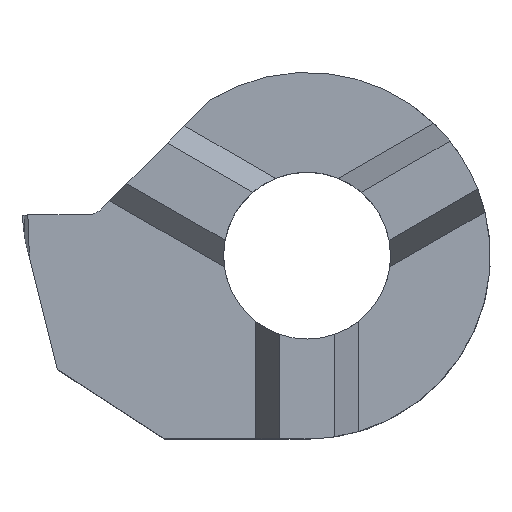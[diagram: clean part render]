
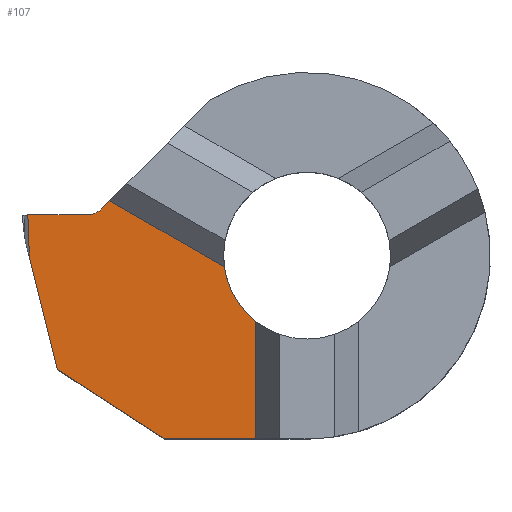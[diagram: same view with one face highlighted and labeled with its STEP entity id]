
A CAD part, top view. The second image highlights one B-rep face of the part: STEP entity #107.
In plain terms, the highlighted planar face has unit normal (0, 0, 1).
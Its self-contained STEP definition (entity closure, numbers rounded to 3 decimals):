
#62=CIRCLE('',#861,2.05);
#63=CIRCLE('',#862,0.5);
#82=B_SPLINE_CURVE_WITH_KNOTS('',3,(#1166,#1167,#1168,#1169),
 .UNSPECIFIED.,.F.,.F.,(4,4),(0.,1.),.UNSPECIFIED.);
#107=ADVANCED_FACE('',(#177),#145,.F.);
#145=PLANE('',#863);
#177=FACE_OUTER_BOUND('',#218,.T.);
#218=EDGE_LOOP('',(#320,#321,#322,#323,#324,#325,#326,#327,#328,#329));
#320=ORIENTED_EDGE('',*,*,#549,.F.);
#321=ORIENTED_EDGE('',*,*,#547,.F.);
#322=ORIENTED_EDGE('',*,*,#600,.T.);
#323=ORIENTED_EDGE('',*,*,#573,.T.);
#324=ORIENTED_EDGE('',*,*,#601,.T.);
#325=ORIENTED_EDGE('',*,*,#593,.F.);
#326=ORIENTED_EDGE('',*,*,#602,.F.);
#327=ORIENTED_EDGE('',*,*,#603,.F.);
#328=ORIENTED_EDGE('',*,*,#604,.F.);
#329=ORIENTED_EDGE('',*,*,#552,.F.);
#469=VERTEX_POINT('',#1136);
#474=VERTEX_POINT('',#1145);
#476=VERTEX_POINT('',#1151);
#478=VERTEX_POINT('',#1170);
#495=VERTEX_POINT('',#1232);
#496=VERTEX_POINT('',#1233);
#509=VERTEX_POINT('',#1280);
#510=VERTEX_POINT('',#1282);
#514=VERTEX_POINT('',#1310);
#515=VERTEX_POINT('',#1312);
#547=EDGE_CURVE('',#474,#469,#659,.T.);
#549=EDGE_CURVE('',#469,#476,#661,.T.);
#552=EDGE_CURVE('',#476,#478,#82,.T.);
#573=EDGE_CURVE('',#495,#496,#672,.T.);
#593=EDGE_CURVE('',#509,#510,#686,.T.);
#600=EDGE_CURVE('',#474,#495,#689,.T.);
#601=EDGE_CURVE('',#496,#510,#62,.T.);
#602=EDGE_CURVE('',#514,#509,#690,.T.);
#603=EDGE_CURVE('',#515,#514,#63,.T.);
#604=EDGE_CURVE('',#478,#515,#691,.T.);
#659=LINE('',#1146,#724);
#661=LINE('',#1150,#726);
#672=LINE('',#1231,#737);
#686=LINE('',#1281,#751);
#689=LINE('',#1307,#754);
#690=LINE('',#1309,#755);
#691=LINE('',#1313,#756);
#724=VECTOR('',#907,1.);
#726=VECTOR('',#911,1.);
#737=VECTOR('',#944,1.);
#751=VECTOR('',#976,1.);
#754=VECTOR('',#985,1.);
#755=VECTOR('',#988,1.);
#756=VECTOR('',#991,1.);
#861=AXIS2_PLACEMENT_3D('',#1308,#986,#987);
#862=AXIS2_PLACEMENT_3D('',#1311,#989,#990);
#863=AXIS2_PLACEMENT_3D('',#1314,#992,#993);
#907=DIRECTION('',(-0.839,0.545,0.));
#911=DIRECTION('',(-0.242,0.97,0.));
#944=DIRECTION('',(0.,1.,0.));
#976=DIRECTION('',(0.866,-0.5,0.));
#985=DIRECTION('',(1.,0.,0.));
#986=DIRECTION('',(0.,0.,-1.));
#987=DIRECTION('',(1.,0.,0.));
#988=DIRECTION('',(0.707,0.707,0.));
#989=DIRECTION('',(0.,0.,1.));
#990=DIRECTION('',(1.,0.,0.));
#991=DIRECTION('',(1.,0.,0.));
#992=DIRECTION('',(0.,0.,-1.));
#993=DIRECTION('',(1.,0.,0.));
#1136=CARTESIAN_POINT('',(-6.131,-2.792,0.));
#1145=CARTESIAN_POINT('',(-3.5,-4.5,0.));
#1146=CARTESIAN_POINT('',(-3.5,-4.5,0.));
#1150=CARTESIAN_POINT('',(-4.961,-7.482,0.));
#1151=CARTESIAN_POINT('',(-6.818,-0.033,0.));
#1166=CARTESIAN_POINT('',(-6.818,-0.033,0.));
#1167=CARTESIAN_POINT('',(-6.831,0.311,0.));
#1168=CARTESIAN_POINT('',(-6.844,0.656,0.));
#1169=CARTESIAN_POINT('',(-6.857,1.,0.));
#1170=CARTESIAN_POINT('',(-6.857,1.,0.));
#1231=CARTESIAN_POINT('',(-1.257,-6.,0.));
#1232=CARTESIAN_POINT('',(-1.257,-4.5,0.));
#1233=CARTESIAN_POINT('',(-1.257,-1.619,0.));
#1280=CARTESIAN_POINT('',(-4.846,1.346,0.));
#1281=CARTESIAN_POINT('',(-5.825,1.911,0.));
#1282=CARTESIAN_POINT('',(-2.031,-0.279,0.));
#1307=CARTESIAN_POINT('',(7.,-4.5,0.));
#1308=CARTESIAN_POINT('',(0.,0.,0.));
#1309=CARTESIAN_POINT('',(-1.846,4.346,0.));
#1310=CARTESIAN_POINT('',(-5.046,1.146,0.));
#1311=CARTESIAN_POINT('',(-5.4,1.5,0.));
#1312=CARTESIAN_POINT('',(-5.4,1.,0.));
#1313=CARTESIAN_POINT('',(7.,1.,0.));
#1314=CARTESIAN_POINT('',(7.,-4.5,0.));
